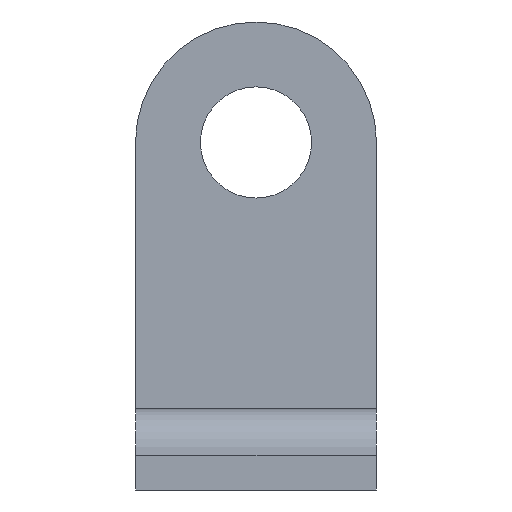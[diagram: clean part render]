
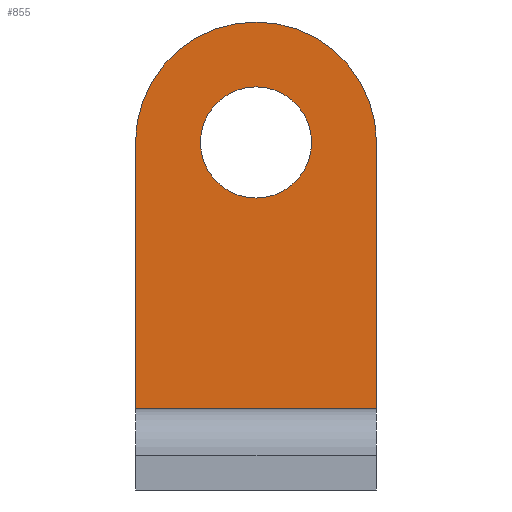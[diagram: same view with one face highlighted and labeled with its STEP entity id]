
A CAD part, left-side view. The second image highlights one B-rep face of the part: STEP entity #855.
In plain terms, the highlighted planar face has unit normal (-1, 0, 0).
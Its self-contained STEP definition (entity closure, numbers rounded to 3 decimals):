
#28=FACE_BOUND('',#148,.T.);
#52=PLANE('',#949);
#94=FACE_OUTER_BOUND('',#147,.T.);
#147=EDGE_LOOP('',(#755,#756,#757,#758));
#148=EDGE_LOOP('',(#759));
#162=LINE('',#1232,#244);
#185=LINE('',#1289,#267);
#233=LINE('',#1441,#315);
#244=VECTOR('',#979,10.);
#267=VECTOR('',#1026,10.);
#315=VECTOR('',#1188,10.);
#346=CIRCLE('',#930,1.2);
#348=CIRCLE('',#933,2.6);
#364=VERTEX_POINT('',#1229);
#365=VERTEX_POINT('',#1231);
#387=VERTEX_POINT('',#1287);
#422=VERTEX_POINT('',#1393);
#424=VERTEX_POINT('',#1399);
#446=EDGE_CURVE('',#364,#365,#162,.F.);
#475=EDGE_CURVE('',#364,#387,#185,.T.);
#527=EDGE_CURVE('',#422,#422,#346,.T.);
#529=EDGE_CURVE('',#365,#424,#348,.F.);
#550=EDGE_CURVE('',#424,#387,#233,.F.);
#755=ORIENTED_EDGE('',*,*,#475,.T.);
#756=ORIENTED_EDGE('',*,*,#550,.F.);
#757=ORIENTED_EDGE('',*,*,#529,.F.);
#758=ORIENTED_EDGE('',*,*,#446,.F.);
#759=ORIENTED_EDGE('',*,*,#527,.T.);
#855=ADVANCED_FACE('',(#94,#28),#52,.F.);
#930=AXIS2_PLACEMENT_3D('',#1395,#1134,#1135);
#933=AXIS2_PLACEMENT_3D('',#1400,#1140,#1141);
#949=AXIS2_PLACEMENT_3D('',#1440,#1186,#1187);
#979=DIRECTION('',(0.,0.,-1.));
#1026=DIRECTION('',(0.,-1.,0.));
#1134=DIRECTION('center_axis',(1.,0.,0.));
#1135=DIRECTION('ref_axis',(0.,0.,-1.));
#1140=DIRECTION('center_axis',(-1.,0.,0.));
#1141=DIRECTION('ref_axis',(0.,0.,-1.));
#1186=DIRECTION('center_axis',(1.,0.,0.));
#1187=DIRECTION('ref_axis',(0.,0.,-1.));
#1188=DIRECTION('',(0.,0.,1.));
#1229=CARTESIAN_POINT('',(-14.735,28.85,-2.168));
#1231=CARTESIAN_POINT('',(-14.735,28.85,3.583));
#1232=CARTESIAN_POINT('',(-14.735,28.85,-0.562));
#1287=CARTESIAN_POINT('',(-14.735,23.65,-2.168));
#1289=CARTESIAN_POINT('',(-14.735,24.95,-2.168));
#1393=CARTESIAN_POINT('',(-14.735,26.25,4.783));
#1395=CARTESIAN_POINT('Origin',(-14.735,26.25,3.583));
#1399=CARTESIAN_POINT('',(-14.735,23.65,3.583));
#1400=CARTESIAN_POINT('Origin',(-14.735,26.25,3.583));
#1440=CARTESIAN_POINT('Origin',(-14.735,26.25,1.708));
#1441=CARTESIAN_POINT('',(-14.735,23.65,2.645));
